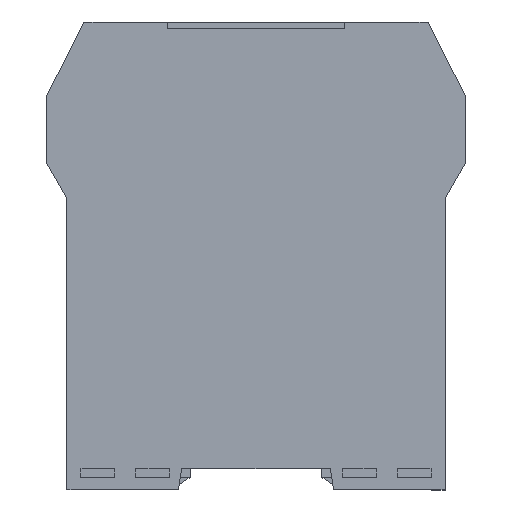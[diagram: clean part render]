
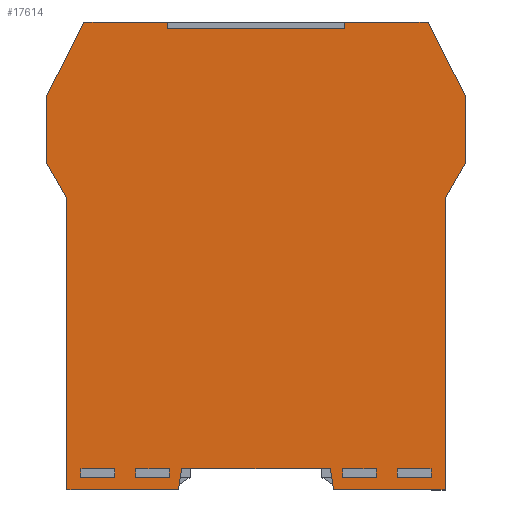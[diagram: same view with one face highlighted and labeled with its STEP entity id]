
A CAD part, top view. The second image highlights one B-rep face of the part: STEP entity #17614.
In plain terms, the highlighted planar face has unit normal (0, 0, 1).
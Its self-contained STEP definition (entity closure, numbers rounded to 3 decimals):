
#743=LINE('',#25037,#2905);
#747=LINE('',#25046,#2909);
#751=LINE('',#25055,#2913);
#755=LINE('',#25064,#2917);
#769=LINE('',#25093,#2931);
#773=LINE('',#25102,#2935);
#777=LINE('',#25111,#2939);
#781=LINE('',#25120,#2943);
#801=LINE('',#25158,#2963);
#812=LINE('',#25180,#2974);
#825=LINE('',#25204,#2987);
#836=LINE('',#25224,#2998);
#844=LINE('',#25240,#3006);
#871=LINE('',#25306,#3033);
#873=LINE('',#25311,#3035);
#1259=LINE('',#26126,#3421);
#1262=LINE('',#26131,#3424);
#1264=LINE('',#26136,#3426);
#1266=LINE('',#26142,#3428);
#1268=LINE('',#26146,#3430);
#1270=LINE('',#26150,#3432);
#1272=LINE('',#26153,#3434);
#1273=LINE('',#26155,#3435);
#1274=LINE('',#26158,#3436);
#1276=LINE('',#26161,#3438);
#1277=LINE('',#26162,#3439);
#1278=LINE('',#26163,#3440);
#1279=LINE('',#26164,#3441);
#1280=LINE('',#26165,#3442);
#1282=LINE('',#26169,#3444);
#1284=LINE('',#26173,#3446);
#1286=LINE('',#26177,#3448);
#1288=LINE('',#26181,#3450);
#1290=LINE('',#26184,#3452);
#2905=VECTOR('',#20155,10.);
#2909=VECTOR('',#20161,10.);
#2913=VECTOR('',#20167,10.);
#2917=VECTOR('',#20173,10.);
#2931=VECTOR('',#20193,10.);
#2935=VECTOR('',#20199,10.);
#2939=VECTOR('',#20205,10.);
#2943=VECTOR('',#20211,10.);
#2963=VECTOR('',#20239,10.);
#2974=VECTOR('',#20258,10.);
#2987=VECTOR('',#20281,10.);
#2998=VECTOR('',#20300,10.);
#3006=VECTOR('',#20316,10.);
#3033=VECTOR('',#20359,10.);
#3035=VECTOR('',#20363,10.);
#3421=VECTOR('',#21127,10.);
#3424=VECTOR('',#21132,10.);
#3426=VECTOR('',#21136,10.);
#3428=VECTOR('',#21144,10.);
#3430=VECTOR('',#21148,10.);
#3432=VECTOR('',#21152,10.);
#3434=VECTOR('',#21156,10.);
#3435=VECTOR('',#21159,10.);
#3436=VECTOR('',#21162,10.);
#3438=VECTOR('',#21166,10.);
#3439=VECTOR('',#21167,10.);
#3440=VECTOR('',#21168,10.);
#3441=VECTOR('',#21169,10.);
#3442=VECTOR('',#21170,10.);
#3444=VECTOR('',#21174,10.);
#3446=VECTOR('',#21178,10.);
#3448=VECTOR('',#21182,10.);
#3450=VECTOR('',#21186,10.);
#3452=VECTOR('',#21190,10.);
#5061=PLANE('',#18685);
#5619=FACE_BOUND('',#6998,.T.);
#5620=FACE_BOUND('',#6999,.T.);
#5621=FACE_BOUND('',#7000,.T.);
#5622=FACE_BOUND('',#7001,.T.);
#6019=FACE_OUTER_BOUND('',#6997,.T.);
#6997=EDGE_LOOP('',(#13936,#13937,#13938,#13939,#13940,#13941,#13942,#13943,
#13944,#13945,#13946,#13947,#13948,#13949,#13950,#13951,#13952,#13953));
#6998=EDGE_LOOP('',(#13954,#13955,#13956,#13957));
#6999=EDGE_LOOP('',(#13958,#13959,#13960,#13961));
#7000=EDGE_LOOP('',(#13962,#13963,#13964,#13965));
#7001=EDGE_LOOP('',(#13966,#13967,#13968,#13969));
#8300=VERTEX_POINT('',#25035);
#8301=VERTEX_POINT('',#25036);
#8304=VERTEX_POINT('',#25044);
#8305=VERTEX_POINT('',#25045);
#8308=VERTEX_POINT('',#25053);
#8309=VERTEX_POINT('',#25054);
#8312=VERTEX_POINT('',#25062);
#8313=VERTEX_POINT('',#25063);
#8324=VERTEX_POINT('',#25091);
#8325=VERTEX_POINT('',#25092);
#8328=VERTEX_POINT('',#25100);
#8329=VERTEX_POINT('',#25101);
#8332=VERTEX_POINT('',#25109);
#8333=VERTEX_POINT('',#25110);
#8336=VERTEX_POINT('',#25118);
#8337=VERTEX_POINT('',#25119);
#8372=VERTEX_POINT('',#25237);
#8373=VERTEX_POINT('',#25239);
#8404=VERTEX_POINT('',#25304);
#8405=VERTEX_POINT('',#25308);
#8406=VERTEX_POINT('',#25310);
#8645=VERTEX_POINT('',#26123);
#8646=VERTEX_POINT('',#26125);
#8647=VERTEX_POINT('',#26129);
#8648=VERTEX_POINT('',#26133);
#8649=VERTEX_POINT('',#26135);
#8650=VERTEX_POINT('',#26141);
#8651=VERTEX_POINT('',#26145);
#8652=VERTEX_POINT('',#26149);
#8653=VERTEX_POINT('',#26157);
#8654=VERTEX_POINT('',#26168);
#8655=VERTEX_POINT('',#26172);
#8656=VERTEX_POINT('',#26176);
#8657=VERTEX_POINT('',#26180);
#10019=EDGE_CURVE('',#8300,#8301,#743,.T.);
#10023=EDGE_CURVE('',#8304,#8305,#747,.T.);
#10027=EDGE_CURVE('',#8308,#8309,#751,.T.);
#10031=EDGE_CURVE('',#8312,#8313,#755,.T.);
#10045=EDGE_CURVE('',#8324,#8325,#769,.T.);
#10049=EDGE_CURVE('',#8328,#8329,#773,.T.);
#10053=EDGE_CURVE('',#8332,#8333,#777,.T.);
#10057=EDGE_CURVE('',#8336,#8337,#781,.T.);
#10077=EDGE_CURVE('',#8313,#8308,#801,.T.);
#10088=EDGE_CURVE('',#8305,#8300,#812,.T.);
#10101=EDGE_CURVE('',#8329,#8324,#825,.T.);
#10112=EDGE_CURVE('',#8337,#8332,#836,.T.);
#10120=EDGE_CURVE('',#8372,#8373,#844,.T.);
#10154=EDGE_CURVE('',#8404,#8372,#871,.T.);
#10156=EDGE_CURVE('',#8405,#8406,#873,.T.);
#10560=EDGE_CURVE('',#8645,#8646,#1259,.T.);
#10563=EDGE_CURVE('',#8647,#8645,#1262,.T.);
#10565=EDGE_CURVE('',#8648,#8649,#1264,.T.);
#10567=EDGE_CURVE('',#8649,#8650,#1266,.T.);
#10569=EDGE_CURVE('',#8650,#8651,#1268,.T.);
#10571=EDGE_CURVE('',#8651,#8652,#1270,.T.);
#10573=EDGE_CURVE('',#8652,#8647,#1272,.T.);
#10574=EDGE_CURVE('',#8646,#8404,#1273,.T.);
#10575=EDGE_CURVE('',#8373,#8653,#1274,.T.);
#10577=EDGE_CURVE('',#8333,#8336,#1276,.T.);
#10578=EDGE_CURVE('',#8325,#8328,#1277,.T.);
#10579=EDGE_CURVE('',#8653,#8405,#1278,.T.);
#10580=EDGE_CURVE('',#8309,#8312,#1279,.T.);
#10581=EDGE_CURVE('',#8301,#8304,#1280,.T.);
#10583=EDGE_CURVE('',#8406,#8654,#1282,.T.);
#10585=EDGE_CURVE('',#8654,#8655,#1284,.T.);
#10587=EDGE_CURVE('',#8655,#8656,#1286,.T.);
#10589=EDGE_CURVE('',#8656,#8657,#1288,.T.);
#10591=EDGE_CURVE('',#8657,#8648,#1290,.T.);
#13936=ORIENTED_EDGE('',*,*,#10567,.F.);
#13937=ORIENTED_EDGE('',*,*,#10565,.F.);
#13938=ORIENTED_EDGE('',*,*,#10591,.F.);
#13939=ORIENTED_EDGE('',*,*,#10589,.F.);
#13940=ORIENTED_EDGE('',*,*,#10587,.F.);
#13941=ORIENTED_EDGE('',*,*,#10585,.F.);
#13942=ORIENTED_EDGE('',*,*,#10583,.F.);
#13943=ORIENTED_EDGE('',*,*,#10156,.F.);
#13944=ORIENTED_EDGE('',*,*,#10579,.F.);
#13945=ORIENTED_EDGE('',*,*,#10575,.F.);
#13946=ORIENTED_EDGE('',*,*,#10120,.F.);
#13947=ORIENTED_EDGE('',*,*,#10154,.F.);
#13948=ORIENTED_EDGE('',*,*,#10574,.F.);
#13949=ORIENTED_EDGE('',*,*,#10560,.F.);
#13950=ORIENTED_EDGE('',*,*,#10563,.F.);
#13951=ORIENTED_EDGE('',*,*,#10573,.F.);
#13952=ORIENTED_EDGE('',*,*,#10571,.F.);
#13953=ORIENTED_EDGE('',*,*,#10569,.F.);
#13954=ORIENTED_EDGE('',*,*,#10023,.T.);
#13955=ORIENTED_EDGE('',*,*,#10088,.T.);
#13956=ORIENTED_EDGE('',*,*,#10019,.T.);
#13957=ORIENTED_EDGE('',*,*,#10581,.T.);
#13958=ORIENTED_EDGE('',*,*,#10031,.T.);
#13959=ORIENTED_EDGE('',*,*,#10077,.T.);
#13960=ORIENTED_EDGE('',*,*,#10027,.T.);
#13961=ORIENTED_EDGE('',*,*,#10580,.T.);
#13962=ORIENTED_EDGE('',*,*,#10049,.T.);
#13963=ORIENTED_EDGE('',*,*,#10101,.T.);
#13964=ORIENTED_EDGE('',*,*,#10045,.T.);
#13965=ORIENTED_EDGE('',*,*,#10578,.T.);
#13966=ORIENTED_EDGE('',*,*,#10057,.T.);
#13967=ORIENTED_EDGE('',*,*,#10112,.T.);
#13968=ORIENTED_EDGE('',*,*,#10053,.T.);
#13969=ORIENTED_EDGE('',*,*,#10577,.T.);
#17614=ADVANCED_FACE('',(#6019,#5619,#5620,#5621,#5622),#5061,.T.);
#18685=AXIS2_PLACEMENT_3D('',#26185,#21191,#21192);
#20155=DIRECTION('',(0.,1.,0.));
#20161=DIRECTION('',(0.,-1.,0.));
#20167=DIRECTION('',(0.,1.,0.));
#20173=DIRECTION('',(0.,-1.,0.));
#20193=DIRECTION('',(0.,1.,0.));
#20199=DIRECTION('',(0.,-1.,0.));
#20205=DIRECTION('',(0.,1.,0.));
#20211=DIRECTION('',(0.,-1.,0.));
#20239=DIRECTION('',(-1.,0.,0.));
#20258=DIRECTION('',(-1.,0.,0.));
#20281=DIRECTION('',(-1.,0.,0.));
#20300=DIRECTION('',(-1.,0.,0.));
#20316=DIRECTION('',(-1.,0.,0.));
#20359=DIRECTION('',(0.,-1.,0.));
#20363=DIRECTION('',(-0.148,-0.989,0.));
#21127=DIRECTION('',(0.,-1.,0.));
#21132=DIRECTION('',(0.451,-0.892,0.));
#21136=DIRECTION('',(1.,0.,0.));
#21144=DIRECTION('',(0.,-1.,0.));
#21148=DIRECTION('',(1.,0.,0.));
#21152=DIRECTION('',(0.,1.,0.));
#21156=DIRECTION('',(1.,0.,0.));
#21159=DIRECTION('',(-0.49,-0.872,0.));
#21162=DIRECTION('',(-0.148,0.989,0.));
#21166=DIRECTION('',(1.,0.,0.));
#21167=DIRECTION('',(1.,0.,0.));
#21168=DIRECTION('',(-1.,0.,0.));
#21169=DIRECTION('',(1.,0.,0.));
#21170=DIRECTION('',(1.,0.,0.));
#21174=DIRECTION('',(-1.,0.,0.));
#21178=DIRECTION('',(0.,1.,0.));
#21182=DIRECTION('',(-0.49,0.872,0.));
#21186=DIRECTION('',(0.,1.,0.));
#21190=DIRECTION('',(0.451,0.892,0.));
#21191=DIRECTION('center_axis',(0.,0.,1.));
#21192=DIRECTION('ref_axis',(1.,0.,0.));
#25035=CARTESIAN_POINT('',(-0.7,-107.25,8.75));
#25036=CARTESIAN_POINT('',(-0.7,-105.15,8.75));
#25037=CARTESIAN_POINT('',(-0.7,-81.623,8.75));
#25044=CARTESIAN_POINT('',(7.2,-105.15,8.75));
#25045=CARTESIAN_POINT('',(7.2,-107.25,8.75));
#25046=CARTESIAN_POINT('',(7.2,-80.573,8.75));
#25053=CARTESIAN_POINT('',(12.2,-107.25,8.75));
#25054=CARTESIAN_POINT('',(12.2,-105.15,8.75));
#25055=CARTESIAN_POINT('',(12.2,-81.623,8.75));
#25062=CARTESIAN_POINT('',(20.1,-105.15,8.75));
#25063=CARTESIAN_POINT('',(20.1,-107.25,8.75));
#25064=CARTESIAN_POINT('',(20.1,-80.573,8.75));
#25091=CARTESIAN_POINT('',(60.9,-107.25,8.75));
#25092=CARTESIAN_POINT('',(60.9,-105.15,8.75));
#25093=CARTESIAN_POINT('',(60.9,-81.623,8.75));
#25100=CARTESIAN_POINT('',(68.8,-105.15,8.75));
#25101=CARTESIAN_POINT('',(68.8,-107.25,8.75));
#25102=CARTESIAN_POINT('',(68.8,-80.573,8.75));
#25109=CARTESIAN_POINT('',(73.8,-107.25,8.75));
#25110=CARTESIAN_POINT('',(73.8,-105.15,8.75));
#25111=CARTESIAN_POINT('',(73.8,-81.623,8.75));
#25118=CARTESIAN_POINT('',(81.7,-105.15,8.75));
#25119=CARTESIAN_POINT('',(81.7,-107.25,8.75));
#25120=CARTESIAN_POINT('',(81.7,-80.573,8.75));
#25158=CARTESIAN_POINT('',(30.3,-107.25,8.75));
#25180=CARTESIAN_POINT('',(23.85,-107.25,8.75));
#25204=CARTESIAN_POINT('',(54.65,-107.25,8.75));
#25224=CARTESIAN_POINT('',(61.1,-107.25,8.75));
#25237=CARTESIAN_POINT('',(85.,-110.15,8.75));
#25239=CARTESIAN_POINT('',(58.75,-110.15,8.75));
#25240=CARTESIAN_POINT('',(85.,-110.15,8.75));
#25304=CARTESIAN_POINT('',(85.,-41.65,8.75));
#25306=CARTESIAN_POINT('',(85.,-41.65,8.75));
#25308=CARTESIAN_POINT('',(23.,-105.15,8.75));
#25310=CARTESIAN_POINT('',(22.25,-110.15,8.75));
#25311=CARTESIAN_POINT('',(23.,-105.15,8.75));
#26123=CARTESIAN_POINT('',(89.75,-17.3,8.75));
#26125=CARTESIAN_POINT('',(89.75,-33.2,8.75));
#26126=CARTESIAN_POINT('',(89.75,-17.3,8.75));
#26129=CARTESIAN_POINT('',(81.,0.,8.75));
#26131=CARTESIAN_POINT('',(81.,0.,8.75));
#26133=CARTESIAN_POINT('',(0.,0.,8.75));
#26135=CARTESIAN_POINT('',(19.6,0.,8.75));
#26136=CARTESIAN_POINT('',(0.,0.,8.75));
#26141=CARTESIAN_POINT('',(19.6,-1.5,8.75));
#26142=CARTESIAN_POINT('',(19.6,0.,8.75));
#26145=CARTESIAN_POINT('',(61.4,-1.5,8.75));
#26146=CARTESIAN_POINT('',(19.6,-1.5,8.75));
#26149=CARTESIAN_POINT('',(61.4,0.,8.75));
#26150=CARTESIAN_POINT('',(61.4,-1.5,8.75));
#26153=CARTESIAN_POINT('',(61.4,0.,8.75));
#26155=CARTESIAN_POINT('',(89.75,-33.2,8.75));
#26157=CARTESIAN_POINT('',(58.,-105.15,8.75));
#26158=CARTESIAN_POINT('',(58.75,-110.15,8.75));
#26161=CARTESIAN_POINT('',(57.15,-105.15,8.75));
#26162=CARTESIAN_POINT('',(50.7,-105.15,8.75));
#26163=CARTESIAN_POINT('',(58.,-105.15,8.75));
#26164=CARTESIAN_POINT('',(26.35,-105.15,8.75));
#26165=CARTESIAN_POINT('',(19.9,-105.15,8.75));
#26168=CARTESIAN_POINT('',(-4.,-110.15,8.75));
#26169=CARTESIAN_POINT('',(22.25,-110.15,8.75));
#26172=CARTESIAN_POINT('',(-4.,-41.65,8.75));
#26173=CARTESIAN_POINT('',(-4.,-110.15,8.75));
#26176=CARTESIAN_POINT('',(-8.75,-33.2,8.75));
#26177=CARTESIAN_POINT('',(-4.,-41.65,8.75));
#26180=CARTESIAN_POINT('',(-8.75,-17.3,8.75));
#26181=CARTESIAN_POINT('',(-8.75,-33.2,8.75));
#26184=CARTESIAN_POINT('',(-8.75,-17.3,8.75));
#26185=CARTESIAN_POINT('Origin',(40.5,-55.997,8.75));
